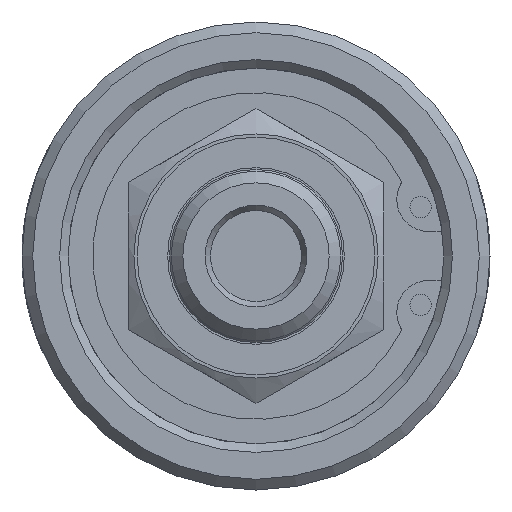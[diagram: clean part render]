
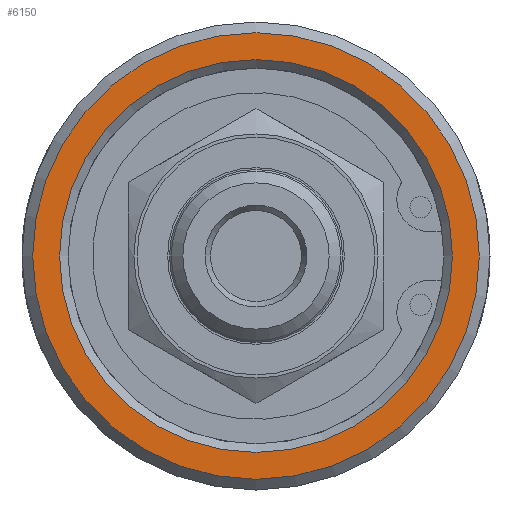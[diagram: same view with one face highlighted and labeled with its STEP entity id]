
A CAD part, left-side view. The second image highlights one B-rep face of the part: STEP entity #6150.
In plain terms, the highlighted planar face has unit normal (-1, 0, 0).
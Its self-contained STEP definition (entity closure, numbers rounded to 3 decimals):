
#285=FACE_BOUND('',#831,.T.);
#343=PLANE('',#6579);
#460=FACE_OUTER_BOUND('',#830,.T.);
#830=EDGE_LOOP('',(#4208));
#831=EDGE_LOOP('',(#4209));
#1248=CIRCLE('',#6578,18.34);
#1249=CIRCLE('',#6580,20.85);
#2515=VERTEX_POINT('',#8448);
#2516=VERTEX_POINT('',#8452);
#3180=EDGE_CURVE('',#2515,#2515,#1248,.T.);
#3181=EDGE_CURVE('',#2516,#2516,#1249,.T.);
#4208=ORIENTED_EDGE('',*,*,#3181,.F.);
#4209=ORIENTED_EDGE('',*,*,#3180,.F.);
#6150=ADVANCED_FACE('',(#460,#285),#343,.T.);
#6578=AXIS2_PLACEMENT_3D('',#8450,#7110,#7111);
#6579=AXIS2_PLACEMENT_3D('',#8451,#7112,#7113);
#6580=AXIS2_PLACEMENT_3D('',#8453,#7114,#7115);
#7110=DIRECTION('center_axis',(-1.,0.,0.));
#7111=DIRECTION('ref_axis',(0.,-1.,0.));
#7112=DIRECTION('center_axis',(-1.,0.,0.));
#7113=DIRECTION('ref_axis',(0.,0.,1.));
#7114=DIRECTION('center_axis',(1.,0.,0.));
#7115=DIRECTION('ref_axis',(0.,-1.,0.));
#8448=CARTESIAN_POINT('',(0.,18.34,0.));
#8450=CARTESIAN_POINT('Origin',(0.,0.,0.));
#8451=CARTESIAN_POINT('Origin',(0.,10.925,0.));
#8452=CARTESIAN_POINT('',(0.,20.85,0.));
#8453=CARTESIAN_POINT('Origin',(0.,0.,0.));
